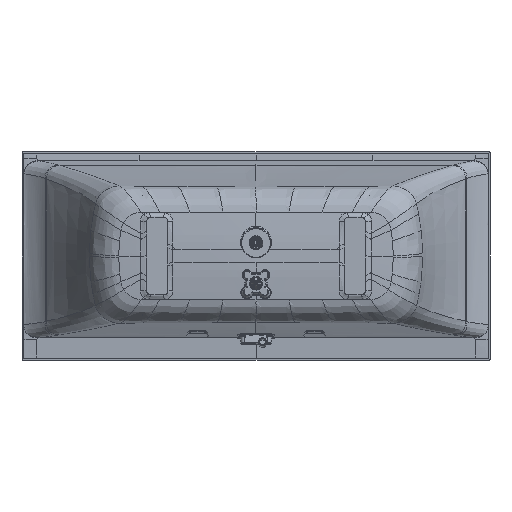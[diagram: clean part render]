
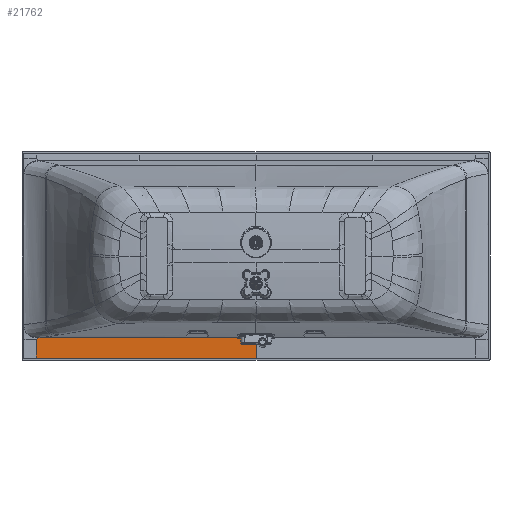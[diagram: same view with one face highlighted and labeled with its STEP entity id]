
A CAD part, front view. The second image highlights one B-rep face of the part: STEP entity #21762.
In plain terms, the highlighted free-form (B-spline) face has degree [3, 3] with [4, 4] control points.
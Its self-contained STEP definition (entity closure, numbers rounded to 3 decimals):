
#3835=DIRECTION('',(0.,-0.033,0.999));
#3836=VECTOR('',#3835,77.152);
#3837=CARTESIAN_POINT('',(0.,-8.175,
-392.511));
#3838=LINE('',#3837,#3836);
#3839=CARTESIAN_POINT('',(-844.651,-8.176,
-392.511));
#3840=CARTESIAN_POINT('',(-751.536,-8.176,
-392.511));
#3841=CARTESIAN_POINT('',(-564.816,-8.176,
-392.511));
#3842=CARTESIAN_POINT('',(-283.351,-8.175,
-392.511));
#3843=CARTESIAN_POINT('',(-94.622,-8.175,
-392.511));
#3844=CARTESIAN_POINT('',(0.,-8.175,
-392.511));
#3846=CARTESIAN_POINT('',(-844.651,-10.501,
-321.914));
#3847=CARTESIAN_POINT('',(-844.651,-9.726,
-345.447));
#3848=CARTESIAN_POINT('',(-844.651,-8.95,
-368.979));
#3849=CARTESIAN_POINT('',(-844.651,-8.176,
-392.511));
#3851=CARTESIAN_POINT('',(-829.113,-10.722,
-315.21));
#3852=CARTESIAN_POINT('',(-829.846,-10.722,
-315.213));
#3853=CARTESIAN_POINT('',(-831.28,-10.722,
-315.21));
#3854=CARTESIAN_POINT('',(-833.283,-10.723,
-315.178));
#3855=CARTESIAN_POINT('',(-834.629,-10.725,
-315.139));
#3856=CARTESIAN_POINT('',(-835.295,-10.725,
-315.115));
#3858=CARTESIAN_POINT('',(0.,-10.716,
-315.401));
#3859=CARTESIAN_POINT('',(-7.722,-10.716,
-315.401));
#3860=CARTESIAN_POINT('',(-22.7,-10.716,
-315.4));
#3861=CARTESIAN_POINT('',(-43.293,-10.716,
-315.397));
#3862=CARTESIAN_POINT('',(-63.435,-10.716,
-315.392));
#3863=CARTESIAN_POINT('',(-83.526,-10.717,
-315.384));
#3864=CARTESIAN_POINT('',(-103.627,-10.717,
-315.374));
#3865=CARTESIAN_POINT('',(-123.685,-10.717,
-315.361));
#3866=CARTESIAN_POINT('',(-143.841,-10.718,
-315.346));
#3867=CARTESIAN_POINT('',(-164.663,-10.718,
-315.328));
#3868=CARTESIAN_POINT('',(-187.009,-10.719,
-315.305));
#3869=CARTESIAN_POINT('',(-211.863,-10.72,
-315.278));
#3870=CARTESIAN_POINT('',(-239.932,-10.721,
-315.244));
#3871=CARTESIAN_POINT('',(-270.198,-10.723,
-315.203));
#3872=CARTESIAN_POINT('',(-299.939,-10.724,
-315.16));
#3873=CARTESIAN_POINT('',(-327.792,-10.725,
-315.119));
#3874=CARTESIAN_POINT('',(-354.632,-10.727,
-315.079));
#3875=CARTESIAN_POINT('',(-381.339,-10.728,
-315.038));
#3876=CARTESIAN_POINT('',(-408.364,-10.729,
-314.999));
#3877=CARTESIAN_POINT('',(-435.467,-10.731,
-314.961));
#3878=CARTESIAN_POINT('',(-461.775,-10.732,
-314.926));
#3879=CARTESIAN_POINT('',(-487.496,-10.733,
-314.896));
#3880=CARTESIAN_POINT('',(-513.935,-10.734,
-314.868));
#3881=CARTESIAN_POINT('',(-541.16,-10.734,
-314.846));
#3882=CARTESIAN_POINT('',(-567.669,-10.735,
-314.83));
#3883=CARTESIAN_POINT('',(-591.776,-10.735,
-314.822));
#3884=CARTESIAN_POINT('',(-613.047,-10.735,
-314.822));
#3885=CARTESIAN_POINT('',(-632.135,-10.735,
-314.826));
#3886=CARTESIAN_POINT('',(-649.606,-10.735,
-314.834));
#3887=CARTESIAN_POINT('',(-665.685,-10.734,
-314.846));
#3888=CARTESIAN_POINT('',(-680.127,-10.734,
-314.86));
#3889=CARTESIAN_POINT('',(-692.727,-10.733,
-314.875));
#3890=CARTESIAN_POINT('',(-704.066,-10.733,
-314.891));
#3891=CARTESIAN_POINT('',(-714.96,-10.732,
-314.908));
#3892=CARTESIAN_POINT('',(-725.843,-10.732,
-314.927));
#3893=CARTESIAN_POINT('',(-736.774,-10.731,
-314.949));
#3894=CARTESIAN_POINT('',(-747.693,-10.73,
-314.973));
#3895=CARTESIAN_POINT('',(-758.599,-10.729,
-314.999));
#3896=CARTESIAN_POINT('',(-769.516,-10.728,
-315.027));
#3897=CARTESIAN_POINT('',(-780.448,-10.727,
-315.057));
#3898=CARTESIAN_POINT('',(-791.373,-10.726,
-315.088));
#3899=CARTESIAN_POINT('',(-802.301,-10.725,
-315.122));
#3900=CARTESIAN_POINT('',(-812.473,-10.724,
-315.155));
#3901=CARTESIAN_POINT('',(-821.447,-10.723,
-315.184));
#3902=CARTESIAN_POINT('',(-826.685,-10.723,
-315.202));
#3903=CARTESIAN_POINT('',(-829.113,-10.722,
-315.21));
#5417=CARTESIAN_POINT('',(-844.651,-8.176,
-392.511));
#5484=CARTESIAN_POINT('',(-844.651,-10.501,
-321.914));
#5485=CARTESIAN_POINT('',(-841.532,-10.576,
-319.648));
#5486=CARTESIAN_POINT('',(-838.413,-10.651,
-317.382));
#5487=CARTESIAN_POINT('',(-835.295,-10.725,
-315.115));
#13857=VERTEX_POINT('',#3851);
#13858=VERTEX_POINT('',#3856);
#13860=VERTEX_POINT('',#5484);
#13866=VERTEX_POINT('',#5417);
#13905=CARTESIAN_POINT('',(0.,-8.175,
-392.511));
#13906=CARTESIAN_POINT('',(0.,-10.716,
-315.401));
#13907=VERTEX_POINT('',#13905);
#13908=VERTEX_POINT('',#13906);
#21733=CARTESIAN_POINT('',(8.447,-10.761,
-314.05));
#21734=CARTESIAN_POINT('',(8.447,-9.889,
-340.491));
#21735=CARTESIAN_POINT('',(8.447,-9.018,
-366.932));
#21736=CARTESIAN_POINT('',(8.447,-8.146,
-393.373));
#21737=CARTESIAN_POINT('',(-278.735,-10.761,
-314.048));
#21738=CARTESIAN_POINT('',(-278.735,-9.89,
-340.48));
#21739=CARTESIAN_POINT('',(-278.735,-9.018,
-366.913));
#21740=CARTESIAN_POINT('',(-278.735,-8.147,
-393.345));
#21741=CARTESIAN_POINT('',(-565.916,-10.761,
-314.045));
#21742=CARTESIAN_POINT('',(-565.916,-9.89,
-340.469));
#21743=CARTESIAN_POINT('',(-565.916,-9.02,
-366.893));
#21744=CARTESIAN_POINT('',(-565.916,-8.15,
-393.316));
#21745=CARTESIAN_POINT('',(-853.097,-10.761,
-314.043));
#21746=CARTESIAN_POINT('',(-853.097,-9.89,
-340.458));
#21747=CARTESIAN_POINT('',(-853.097,-9.019,
-366.873));
#21748=CARTESIAN_POINT('',(-853.097,-8.151,
-393.287));
#21749=B_SPLINE_SURFACE_WITH_KNOTS('',3,3,((#21733,#21734,#21735,#21736),
(#21737,#21738,#21739,#21740),(#21741,#21742,#21743,#21744),(#21745,#21746,
#21747,#21748)),.UNSPECIFIED.,.F.,.F.,.F.,(4,4),(4,4),(-0.01,
1.01),(0.078,0.95),.UNSPECIFIED.);
#21751=ORIENTED_EDGE('',*,*,#21750,.F.);
#21753=ORIENTED_EDGE('',*,*,#21752,.F.);
#21755=ORIENTED_EDGE('',*,*,#21754,.F.);
#21757=ORIENTED_EDGE('',*,*,#21756,.T.);
#21758=ORIENTED_EDGE('',*,*,#21726,.F.);
#21759=ORIENTED_EDGE('',*,*,#18467,.F.);
#21760=EDGE_LOOP('',(#21751,#21753,#21755,#21757,#21758,#21759));
#21761=FACE_OUTER_BOUND('',#21760,.F.);
#21762=ADVANCED_FACE('',(#21761),#21749,.T.);
#3845=B_SPLINE_CURVE_WITH_KNOTS('',3,(#3839,#3840,#3841,#3842,#3843,#3844),
.UNSPECIFIED.,.F.,.F.,(4,1,1,4),(0.,0.333,0.667,1.),
.UNSPECIFIED.);
#3850=B_SPLINE_CURVE_WITH_KNOTS('',3,(#3846,#3847,#3848,#3849),.UNSPECIFIED.,
.F.,.F.,(4,4),(0.,1.),.UNSPECIFIED.);
#3857=B_SPLINE_CURVE_WITH_KNOTS('',3,(#3851,#3852,#3853,#3854,#3855,#3856),
.UNSPECIFIED.,.F.,.F.,(4,1,1,4),(0.,0.333,0.667,1.),
.UNSPECIFIED.);
#3904=B_SPLINE_CURVE_WITH_KNOTS('',3,(#3858,#3859,#3860,#3861,#3862,#3863,#3864,
#3865,#3866,#3867,#3868,#3869,#3870,#3871,#3872,#3873,#3874,#3875,#3876,#3877,
#3878,#3879,#3880,#3881,#3882,#3883,#3884,#3885,#3886,#3887,#3888,#3889,#3890,
#3891,#3892,#3893,#3894,#3895,#3896,#3897,#3898,#3899,#3900,#3901,#3902,#3903),
.UNSPECIFIED.,.F.,.F.,(4,1,1,1,1,1,1,1,1,1,1,1,1,1,1,1,1,1,1,1,1,1,1,1,1,1,1,1,
1,1,1,1,1,1,1,1,1,1,1,1,1,1,1,4),(0.,0.023,0.047,
0.07,0.093,0.116,0.14,
0.163,0.186,0.209,0.233,
0.256,0.279,0.302,0.326,
0.349,0.372,0.395,0.419,
0.442,0.465,0.488,0.512,
0.535,0.558,0.581,0.605,
0.628,0.651,0.674,0.698,
0.721,0.744,0.767,0.791,
0.814,0.837,0.86,0.884,
0.907,0.93,0.953,0.977,1.),
.UNSPECIFIED.);
#5488=B_SPLINE_CURVE_WITH_KNOTS('',3,(#5484,#5485,#5486,#5487),.UNSPECIFIED.,
.F.,.F.,(4,4),(0.,1.),.UNSPECIFIED.);
#18467=EDGE_CURVE('',#13908,#13857,#3904,.T.);
#21726=EDGE_CURVE('',#13857,#13858,#3857,.T.);
#21750=EDGE_CURVE('',#13907,#13908,#3838,.T.);
#21752=EDGE_CURVE('',#13866,#13907,#3845,.T.);
#21754=EDGE_CURVE('',#13860,#13866,#3850,.T.);
#21756=EDGE_CURVE('',#13860,#13858,#5488,.T.);
